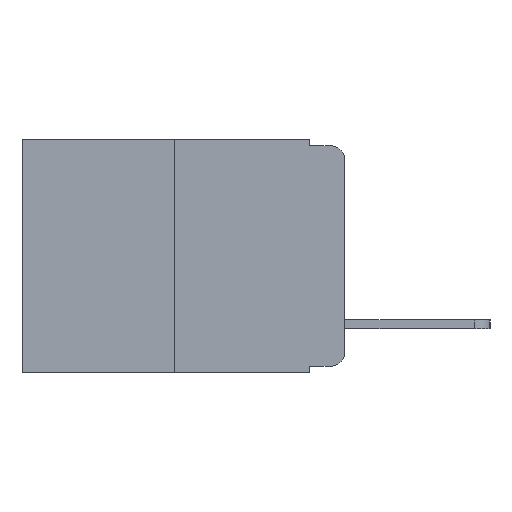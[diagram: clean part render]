
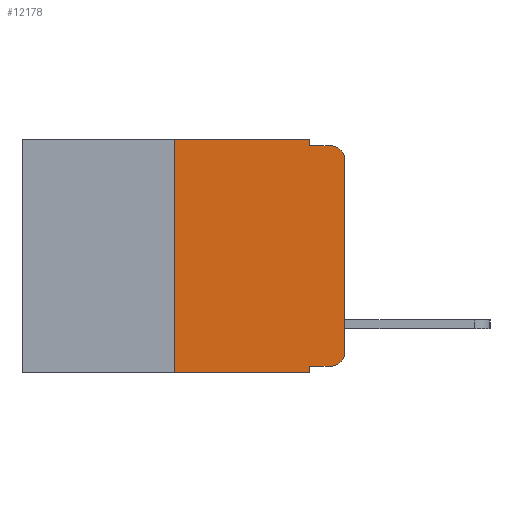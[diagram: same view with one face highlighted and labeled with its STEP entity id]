
A CAD part, left-side view. The second image highlights one B-rep face of the part: STEP entity #12178.
In plain terms, the highlighted planar face has unit normal (-1, 0, 0).
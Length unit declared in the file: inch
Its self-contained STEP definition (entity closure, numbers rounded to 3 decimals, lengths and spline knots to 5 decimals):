
#512 = VERTEX_POINT ( 'NONE', #15535 ) ;
#584 = ORIENTED_EDGE ( 'NONE', *, *, #19355, .F. ) ;
#611 = ORIENTED_EDGE ( 'NONE', *, *, #18025, .F. ) ;
#780 = CARTESIAN_POINT ( 'NONE',  ( 0., 0.051, -0.01 ) ) ;
#1024 = DIRECTION ( 'NONE',  ( 0., -1., 0. ) ) ;
#1054 = ORIENTED_EDGE ( 'NONE', *, *, #6903, .F. ) ;
#1326 = VERTEX_POINT ( 'NONE', #2254 ) ;
#1473 = ORIENTED_EDGE ( 'NONE', *, *, #20749, .F. ) ;
#1586 = ORIENTED_EDGE ( 'NONE', *, *, #10400, .T. ) ;
#1774 = ORIENTED_EDGE ( 'NONE', *, *, #16250, .T. ) ;
#2226 = VERTEX_POINT ( 'NONE', #8334 ) ;
#2254 = CARTESIAN_POINT ( 'NONE',  ( 0., 0.25, 0. ) ) ;
#2972 = CARTESIAN_POINT ( 'NONE',  ( 0., 0.02, -0.313 ) ) ;
#3956 = EDGE_LOOP ( 'NONE', ( #1774, #1586, #1473, #1054, #611, #584, #12084, #6459, #12407, #11971 ) ) ;
#4101 = LINE ( 'NONE', #22474, #21235 ) ;
#4170 = DIRECTION ( 'NONE',  ( 1., 0., 0. ) ) ;
#4453 = LINE ( 'NONE', #17935, #13915 ) ;
#4628 = VERTEX_POINT ( 'NONE', #13243 ) ;
#4692 = DIRECTION ( 'NONE',  ( 0., 0., -1. ) ) ;
#4780 = DIRECTION ( 'NONE',  ( 0., 0., -1. ) ) ;
#5468 = VECTOR ( 'NONE', #11112, 39.37008 ) ;
#6459 = ORIENTED_EDGE ( 'NONE', *, *, #7968, .F. ) ;
#6707 = EDGE_CURVE ( 'NONE', #4628, #10473, #16881, .T. ) ;
#6758 = CARTESIAN_POINT ( 'NONE',  ( 0., 0.02, -0.01 ) ) ;
#6903 = EDGE_CURVE ( 'NONE', #2226, #15448, #4101, .T. ) ;
#7011 = CARTESIAN_POINT ( 'NONE',  ( 0., 0., 0. ) ) ;
#7269 = EDGE_CURVE ( 'NONE', #7599, #14523, #9373, .T. ) ;
#7355 = LINE ( 'NONE', #22280, #16200 ) ;
#7599 = VERTEX_POINT ( 'NONE', #21002 ) ;
#7968 = EDGE_CURVE ( 'NONE', #512, #14523, #22325, .T. ) ;
#8321 = CIRCLE ( 'NONE', #17432, 0.02 ) ;
#8334 = CARTESIAN_POINT ( 'NONE',  ( 0., 0.051, 0. ) ) ;
#8810 = VECTOR ( 'NONE', #4692, 39.37008 ) ;
#9136 = DIRECTION ( 'NONE',  ( 0., -1., 0. ) ) ;
#9373 = LINE ( 'NONE', #11239, #22317 ) ;
#9416 = CARTESIAN_POINT ( 'NONE',  ( 0., 0., -0.03 ) ) ;
#9450 = DIRECTION ( 'NONE',  ( 0., -1., 0. ) ) ;
#9948 = DIRECTION ( 'NONE',  ( -1., 0., 0. ) ) ;
#10186 = DIRECTION ( 'NONE',  ( 0., 0., -1. ) ) ;
#10400 = EDGE_CURVE ( 'NONE', #15825, #16779, #8321, .T. ) ;
#10473 = VERTEX_POINT ( 'NONE', #15358 ) ;
#11112 = DIRECTION ( 'NONE',  ( 0., 0., 1. ) ) ;
#11239 = CARTESIAN_POINT ( 'NONE',  ( 0., 0.473, -0.343 ) ) ;
#11244 = PLANE ( 'NONE',  #21846 ) ;
#11971 = ORIENTED_EDGE ( 'NONE', *, *, #6707, .T. ) ;
#12084 = ORIENTED_EDGE ( 'NONE', *, *, #7269, .T. ) ;
#12178 = ADVANCED_FACE ( 'NONE', ( #16280 ), #11244, .F. ) ;
#12407 = ORIENTED_EDGE ( 'NONE', *, *, #18822, .T. ) ;
#13095 = CARTESIAN_POINT ( 'NONE',  ( 0., 0.051, -0.333 ) ) ;
#13243 = CARTESIAN_POINT ( 'NONE',  ( 0., 0.02, -0.333 ) ) ;
#13915 = VECTOR ( 'NONE', #9136, 39.37008 ) ;
#14523 = VERTEX_POINT ( 'NONE', #15437 ) ;
#14802 = CARTESIAN_POINT ( 'NONE',  ( 0., 0.473, 0. ) ) ;
#14851 = DIRECTION ( 'NONE',  ( 0., -1., 0. ) ) ;
#15358 = CARTESIAN_POINT ( 'NONE',  ( 0., 0., -0.313 ) ) ;
#15405 = DIRECTION ( 'NONE',  ( -1., 0., 0. ) ) ;
#15437 = CARTESIAN_POINT ( 'NONE',  ( 0., 0.051, -0.343 ) ) ;
#15448 = VERTEX_POINT ( 'NONE', #780 ) ;
#15535 = CARTESIAN_POINT ( 'NONE',  ( 0., 0.051, -0.333 ) ) ;
#15825 = VERTEX_POINT ( 'NONE', #9416 ) ;
#16200 = VECTOR ( 'NONE', #1024, 39.37008 ) ;
#16250 = EDGE_CURVE ( 'NONE', #10473, #15825, #18778, .T. ) ;
#16280 = FACE_OUTER_BOUND ( 'NONE', #3956, .T. ) ;
#16349 = AXIS2_PLACEMENT_3D ( 'NONE', #2972, #15405, #4780 ) ;
#16358 = CARTESIAN_POINT ( 'NONE',  ( 0., 0.25, 0. ) ) ;
#16553 = DIRECTION ( 'NONE',  ( 0., 0., -1. ) ) ;
#16779 = VERTEX_POINT ( 'NONE', #6758 ) ;
#16881 = CIRCLE ( 'NONE', #16349, 0.02 ) ;
#17085 = CARTESIAN_POINT ( 'NONE',  ( 0., 0.051, 0. ) ) ;
#17432 = AXIS2_PLACEMENT_3D ( 'NONE', #20494, #9948, #22239 ) ;
#17582 = DIRECTION ( 'NONE',  ( 0., 0., 1. ) ) ;
#17935 = CARTESIAN_POINT ( 'NONE',  ( 0., 0.473, 0. ) ) ;
#18025 = EDGE_CURVE ( 'NONE', #1326, #2226, #4453, .T. ) ;
#18778 = LINE ( 'NONE', #7011, #22314 ) ;
#18822 = EDGE_CURVE ( 'NONE', #512, #4628, #21259, .T. ) ;
#19355 = EDGE_CURVE ( 'NONE', #7599, #1326, #19578, .T. ) ;
#19578 = LINE ( 'NONE', #16358, #5468 ) ;
#20494 = CARTESIAN_POINT ( 'NONE',  ( 0., 0.02, -0.03 ) ) ;
#20741 = VECTOR ( 'NONE', #14851, 39.37008 ) ;
#20749 = EDGE_CURVE ( 'NONE', #15448, #16779, #7355, .T. ) ;
#21002 = CARTESIAN_POINT ( 'NONE',  ( 0., 0.25, -0.343 ) ) ;
#21235 = VECTOR ( 'NONE', #10186, 39.37008 ) ;
#21259 = LINE ( 'NONE', #13095, #20741 ) ;
#21846 = AXIS2_PLACEMENT_3D ( 'NONE', #14802, #4170, #16553 ) ;
#22239 = DIRECTION ( 'NONE',  ( 0., 0., -1. ) ) ;
#22280 = CARTESIAN_POINT ( 'NONE',  ( 0., 0.051, -0.01 ) ) ;
#22314 = VECTOR ( 'NONE', #17582, 39.37008 ) ;
#22317 = VECTOR ( 'NONE', #9450, 39.37008 ) ;
#22325 = LINE ( 'NONE', #17085, #8810 ) ;
#22474 = CARTESIAN_POINT ( 'NONE',  ( 0., 0.051, 0. ) ) ;
